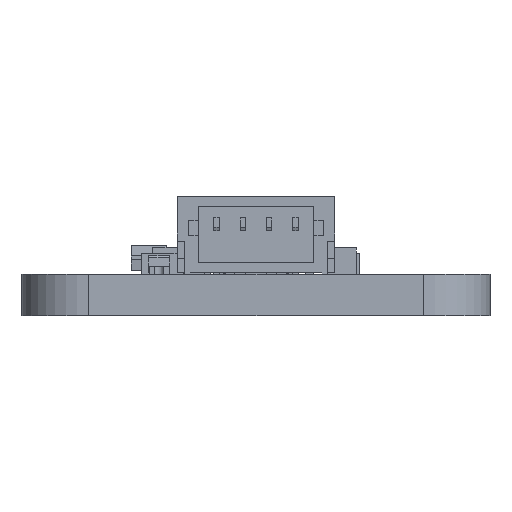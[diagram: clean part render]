
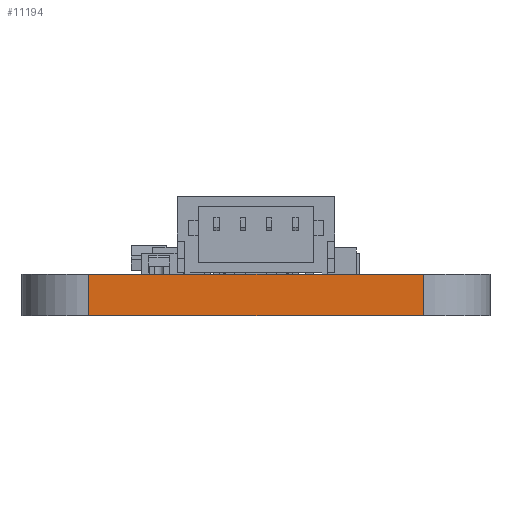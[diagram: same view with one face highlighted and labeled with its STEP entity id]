
A CAD part, left-side view. The second image highlights one B-rep face of the part: STEP entity #11194.
In plain terms, the highlighted planar face has unit normal (-1, 0, 0).
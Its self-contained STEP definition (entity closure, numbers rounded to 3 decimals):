
#203=PLANE('',#11997);
#731=FACE_OUTER_BOUND('',#1341,.T.);
#1341=EDGE_LOOP('',(#7653,#7654,#7655,#7656));
#2024=LINE('',#15994,#3391);
#2025=LINE('',#15997,#3392);
#2026=LINE('',#15999,#3393);
#2027=LINE('',#16000,#3394);
#3391=VECTOR('',#12969,10.);
#3392=VECTOR('',#12972,10.);
#3393=VECTOR('',#12973,10.);
#3394=VECTOR('',#12974,10.);
#4986=VERTEX_POINT('',#15990);
#4987=VERTEX_POINT('',#15992);
#4988=VERTEX_POINT('',#15996);
#4989=VERTEX_POINT('',#15998);
#6044=EDGE_CURVE('',#4986,#4987,#2024,.T.);
#6045=EDGE_CURVE('',#4988,#4986,#2025,.T.);
#6046=EDGE_CURVE('',#4989,#4987,#2026,.T.);
#6047=EDGE_CURVE('',#4988,#4989,#2027,.T.);
#7653=ORIENTED_EDGE('',*,*,#6045,.T.);
#7654=ORIENTED_EDGE('',*,*,#6044,.T.);
#7655=ORIENTED_EDGE('',*,*,#6046,.F.);
#7656=ORIENTED_EDGE('',*,*,#6047,.F.);
#11194=ADVANCED_FACE('',(#731),#203,.T.);
#11997=AXIS2_PLACEMENT_3D('',#15995,#12970,#12971);
#12969=DIRECTION('',(0.,0.,1.));
#12970=DIRECTION('center_axis',(-1.,0.,0.));
#12971=DIRECTION('ref_axis',(0.,-1.,0.));
#12972=DIRECTION('',(0.,-1.,0.));
#12973=DIRECTION('',(0.,-1.,0.));
#12974=DIRECTION('',(0.,0.,1.));
#15990=CARTESIAN_POINT('',(0.,2.54,0.));
#15992=CARTESIAN_POINT('',(0.,2.54,1.57));
#15994=CARTESIAN_POINT('',(0.,2.54,0.));
#15995=CARTESIAN_POINT('Origin',(0.,15.24,0.));
#15996=CARTESIAN_POINT('',(0.,15.24,0.));
#15997=CARTESIAN_POINT('',(0.,15.24,0.));
#15998=CARTESIAN_POINT('',(0.,15.24,1.57));
#15999=CARTESIAN_POINT('',(0.,15.24,1.57));
#16000=CARTESIAN_POINT('',(0.,15.24,0.));
